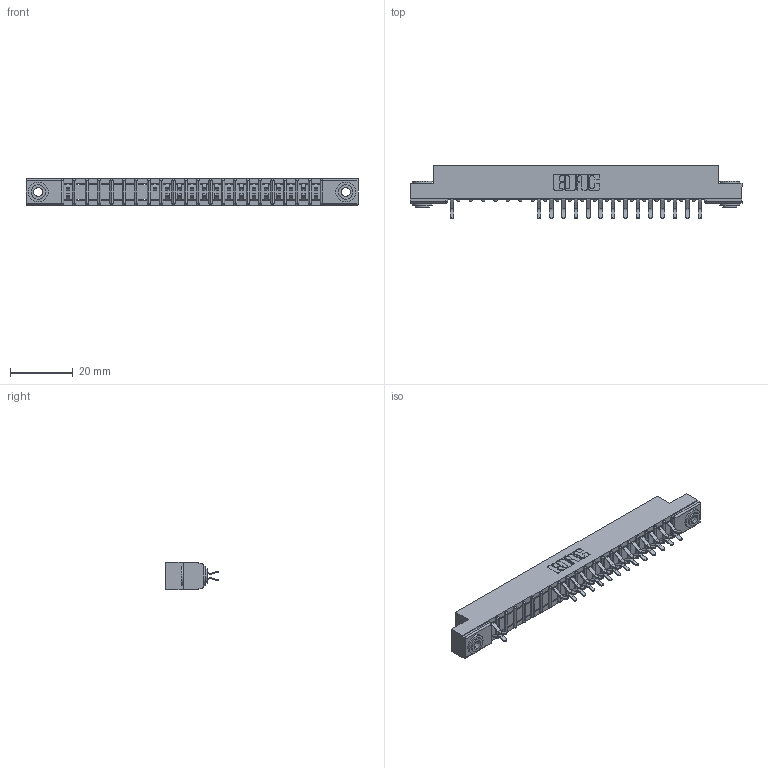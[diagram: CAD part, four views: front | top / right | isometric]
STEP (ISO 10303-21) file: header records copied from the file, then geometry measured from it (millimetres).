
FILE_DESCRIPTION (( 'STEP AP203' ), '1' );
FILE_NAME ('307-042-556-203.STEP', '2018-08-05T18:29:07', ( '' ), ( '' ), 'SwSTEP 2.0', 'SolidWorks 2016', '' );
FILE_SCHEMA (( 'CONFIG_CONTROL_DESIGN' ));
Length unit declared in the file: inch
Products named in the file (4): 307-042-556-203; 307 Part_.156 Dia Mounting Holes; 307-290-001_556; 345-250-002_345-250-002-102
Assembly tree (32 placements, depth 2):
  307-042-556-203
    307 Part_.156 Dia Mounting Holes
    307-290-001_556  x29
    345-250-002_345-250-002-102  x2
Bounding box: 106.22 x 16.97 x 8.71 mm (x, y, z)
Volume: 6775.9 mm3; surface area: 11140.1 mm2
Topology: 32 solids, 32 shells, 1772 faces, 4969 edges, 3210 vertices
Faces by surface type: plane 1129, cylinder 591, sphere 44, cone 8
Entity records: 22017 total; most frequent: CARTESIAN_POINT 3645, ORIENTED_EDGE 3614, DIRECTION 3581, EDGE_CURVE 1807, VECTOR 1369, LINE 1369, VERTEX_POINT 1170, AXIS2_PLACEMENT_3D 1106
